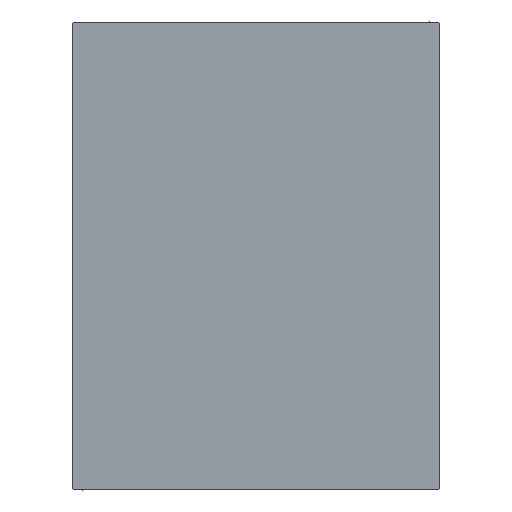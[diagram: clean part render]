
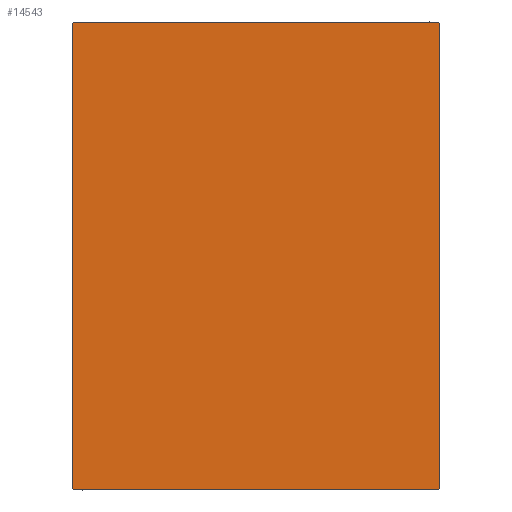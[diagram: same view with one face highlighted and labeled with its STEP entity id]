
A CAD part, left-side view. The second image highlights one B-rep face of the part: STEP entity #14543.
In plain terms, the highlighted face is planar.
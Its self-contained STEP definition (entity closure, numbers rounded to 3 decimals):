
#666 = EDGE_CURVE ( 'NONE', #17815, #33679, #7460, .T. ) ;
#1326 = ORIENTED_EDGE ( 'NONE', *, *, #666, .T. ) ;
#1639 = VERTEX_POINT ( 'NONE', #23029 ) ;
#1943 = VERTEX_POINT ( 'NONE', #28487 ) ;
#1999 = EDGE_CURVE ( 'NONE', #36660, #45000, #27169, .T. ) ;
#2372 = DIRECTION ( 'NONE',  ( 0., 0., 1. ) ) ;
#4685 = VECTOR ( 'NONE', #29790, 1000. ) ;
#5965 = EDGE_CURVE ( 'NONE', #33679, #19280, #35693, .T. ) ;
#6102 = CARTESIAN_POINT ( 'NONE',  ( 293., 55., -70. ) ) ;
#7460 = LINE ( 'NONE', #20954, #32670 ) ;
#7959 = LINE ( 'NONE', #35886, #38607 ) ;
#8241 = FACE_OUTER_BOUND ( 'NONE', #43176, .T. ) ;
#8472 = DIRECTION ( 'NONE',  ( 0., 0., -1. ) ) ;
#8785 = EDGE_CURVE ( 'NONE', #1639, #17815, #15357, .T. ) ;
#11215 = CARTESIAN_POINT ( 'NONE',  ( 293., -54.7, 70. ) ) ;
#11949 = DIRECTION ( 'NONE',  ( 0., 0., -1. ) ) ;
#13094 = LINE ( 'NONE', #6102, #26340 ) ;
#13668 = ORIENTED_EDGE ( 'NONE', *, *, #5965, .T. ) ;
#14079 = ORIENTED_EDGE ( 'NONE', *, *, #36396, .T. ) ;
#14482 = DIRECTION ( 'NONE',  ( 0., 0.707, 0.707 ) ) ;
#14543 = ADVANCED_FACE ( 'NONE', ( #8241 ), #15440, .T. ) ;
#15357 = LINE ( 'NONE', #29558, #39917 ) ;
#15440 = PLANE ( 'NONE',  #24476 ) ;
#17815 = VERTEX_POINT ( 'NONE', #11215 ) ;
#18671 = DIRECTION ( 'NONE',  ( 0., -0.707, 0.707 ) ) ;
#19280 = VERTEX_POINT ( 'NONE', #45566 ) ;
#19358 = LINE ( 'NONE', #44249, #19684 ) ;
#19552 = CARTESIAN_POINT ( 'NONE',  ( 293., -54.7, -70. ) ) ;
#19684 = VECTOR ( 'NONE', #18671, 1000. ) ;
#20954 = CARTESIAN_POINT ( 'NONE',  ( 293., -62.35, 62.35 ) ) ;
#21010 = EDGE_CURVE ( 'NONE', #45000, #1943, #7959, .T. ) ;
#21962 = CARTESIAN_POINT ( 'NONE',  ( 293., -55., 70. ) ) ;
#22081 = ORIENTED_EDGE ( 'NONE', *, *, #1999, .T. ) ;
#23029 = CARTESIAN_POINT ( 'NONE',  ( 293., 54.7, 70. ) ) ;
#24476 = AXIS2_PLACEMENT_3D ( 'NONE', #36855, #29644, #8472 ) ;
#24993 = CARTESIAN_POINT ( 'NONE',  ( 293., 54.7, -70. ) ) ;
#25137 = DIRECTION ( 'NONE',  ( 0., -1., 0. ) ) ;
#26340 = VECTOR ( 'NONE', #2372, 1000. ) ;
#27169 = LINE ( 'NONE', #41352, #38625 ) ;
#27303 = EDGE_CURVE ( 'NONE', #19280, #36660, #30024, .T. ) ;
#28487 = CARTESIAN_POINT ( 'NONE',  ( 293., 55., -69.7 ) ) ;
#29558 = CARTESIAN_POINT ( 'NONE',  ( 293., 55., 70. ) ) ;
#29644 = DIRECTION ( 'NONE',  ( 1., 0., 0. ) ) ;
#29790 = DIRECTION ( 'NONE',  ( 0., 0.707, -0.707 ) ) ;
#30024 = LINE ( 'NONE', #33965, #4685 ) ;
#30889 = DIRECTION ( 'NONE',  ( 0., 1., 0. ) ) ;
#31893 = DIRECTION ( 'NONE',  ( 0., -0.707, -0.707 ) ) ;
#31928 = ORIENTED_EDGE ( 'NONE', *, *, #37766, .T. ) ;
#32670 = VECTOR ( 'NONE', #31893, 1000. ) ;
#33679 = VERTEX_POINT ( 'NONE', #39372 ) ;
#33965 = CARTESIAN_POINT ( 'NONE',  ( 293., -62.35, -62.35 ) ) ;
#35693 = LINE ( 'NONE', #21962, #37274 ) ;
#35886 = CARTESIAN_POINT ( 'NONE',  ( 293., 62.35, -62.35 ) ) ;
#36396 = EDGE_CURVE ( 'NONE', #1943, #39977, #13094, .T. ) ;
#36660 = VERTEX_POINT ( 'NONE', #19552 ) ;
#36855 = CARTESIAN_POINT ( 'NONE',  ( 293., 0., 0. ) ) ;
#36856 = ORIENTED_EDGE ( 'NONE', *, *, #21010, .T. ) ;
#37274 = VECTOR ( 'NONE', #11949, 1000. ) ;
#37766 = EDGE_CURVE ( 'NONE', #39977, #1639, #19358, .T. ) ;
#38607 = VECTOR ( 'NONE', #14482, 1000. ) ;
#38625 = VECTOR ( 'NONE', #30889, 1000. ) ;
#39372 = CARTESIAN_POINT ( 'NONE',  ( 293., -55., 69.7 ) ) ;
#39917 = VECTOR ( 'NONE', #25137, 1000. ) ;
#39977 = VERTEX_POINT ( 'NONE', #43135 ) ;
#40366 = ORIENTED_EDGE ( 'NONE', *, *, #27303, .T. ) ;
#41352 = CARTESIAN_POINT ( 'NONE',  ( 293., -55., -70. ) ) ;
#43135 = CARTESIAN_POINT ( 'NONE',  ( 293., 55., 69.7 ) ) ;
#43176 = EDGE_LOOP ( 'NONE', ( #22081, #36856, #14079, #31928, #44773, #1326, #13668, #40366 ) ) ;
#44249 = CARTESIAN_POINT ( 'NONE',  ( 293., 62.35, 62.35 ) ) ;
#44773 = ORIENTED_EDGE ( 'NONE', *, *, #8785, .T. ) ;
#45000 = VERTEX_POINT ( 'NONE', #24993 ) ;
#45566 = CARTESIAN_POINT ( 'NONE',  ( 293., -55., -69.7 ) ) ;
